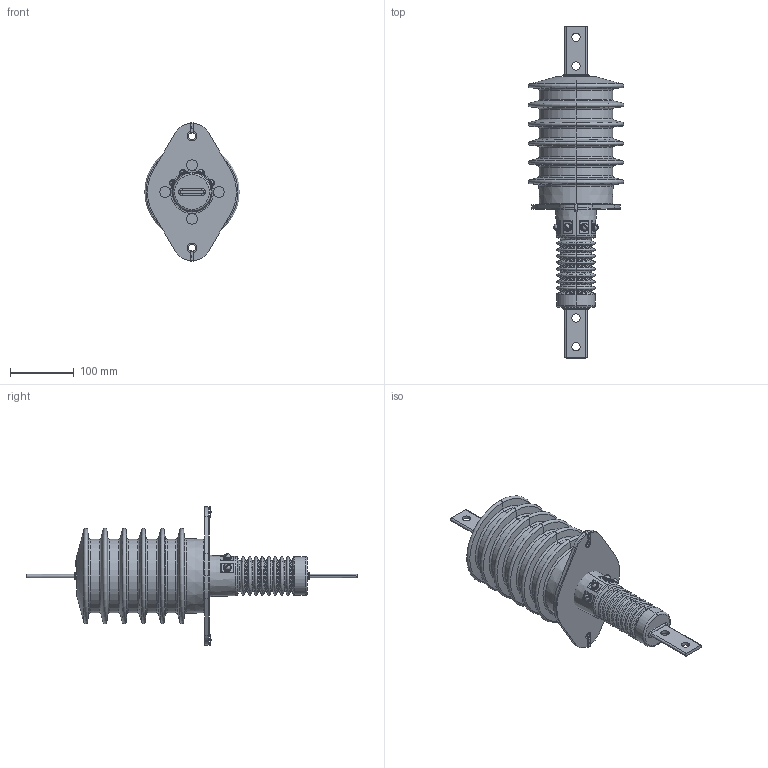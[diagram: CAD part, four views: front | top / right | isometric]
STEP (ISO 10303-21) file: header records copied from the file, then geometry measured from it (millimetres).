
FILE_DESCRIPTION (( 'STEP AP214' ), '1' );
FILE_NAME ('ﾒﾏﾎﾋ-10 III (ﾒﾏﾋ-15 I)-1.2.STEP', '2022-08-04T05:49:00', ( '' ), ( '' ), 'SwSTEP 2.0', 'SolidWorks 2010', '' );
FILE_SCHEMA (( 'AUTOMOTIVE_DESIGN' ));
Length unit declared in the file: millimetre
Products named in the file (1): ﾒﾏﾎﾋ-10 III (ﾒﾏﾋ-15 I)-1.2
Bounding box: 148.98 x 518.97 x 217 mm (x, y, z)
Volume: 2973809 mm3; surface area: 310554.9 mm2
Topology: 25 solids, 25 shells, 676 faces, 1521 edges, 920 vertices
Faces by surface type: cylinder 192, plane 175, cone 125, torus 112, bspline 64, sphere 8
Entity records: 28537 total; most frequent: CARTESIAN_POINT 5730, DIRECTION 3327, ORIENTED_EDGE 3042, EDGE_CURVE 1521, AXIS2_PLACEMENT_3D 1395, VERTEX_POINT 920, CIRCLE 782, EDGE_LOOP 753
